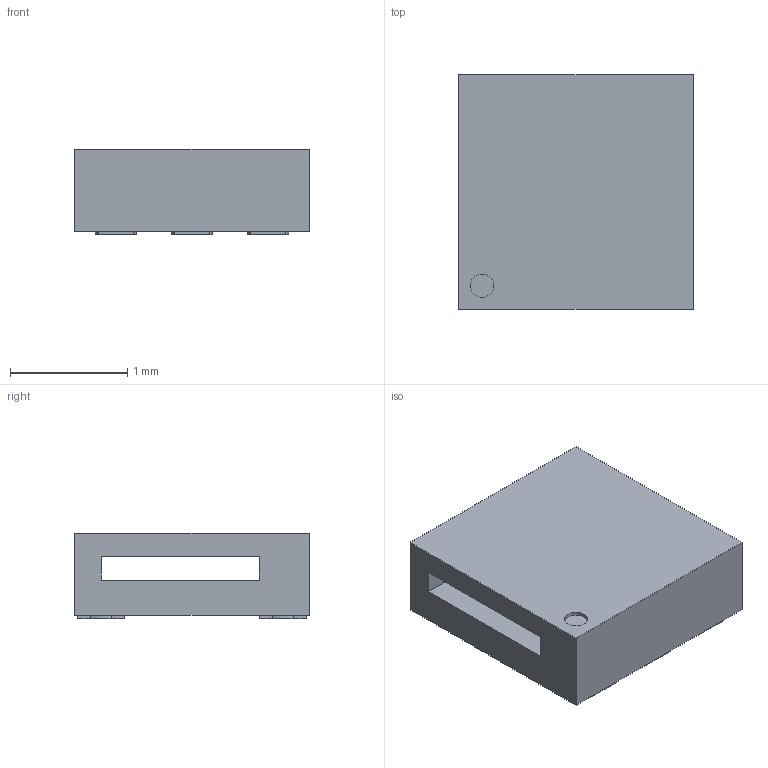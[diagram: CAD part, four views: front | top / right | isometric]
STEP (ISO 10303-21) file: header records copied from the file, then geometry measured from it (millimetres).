
FILE_DESCRIPTION(('CATIA V5 STEP Exchange'),'2;1');
FILE_NAME('LTR-303ALS-01.stp','2020-11-30T20:01:12+00:00',('none'),('none'),'CATIA Version 5-6 Release 2017','CATIA V5 STEP AP203','none');
FILE_SCHEMA(('CONFIG_CONTROL_DESIGN'));
Length unit declared in the file: millimetre
Products named in the file (1): LTR-303ALS-01
Bounding box: 2 x 2 x 0.73 mm (x, y, z)
Volume: 2.3 mm3; surface area: 19.5 mm2
Topology: 1 solids, 1 shells, 67 faces, 174 edges, 116 vertices
Faces by surface type: plane 53, cylinder 14
Entity records: 1928 total; most frequent: ORIENTED_EDGE 348, CARTESIAN_POINT 333, DIRECTION 258, EDGE_CURVE 174, VECTOR 146, LINE 146, VERTEX_POINT 116, EDGE_LOOP 76
